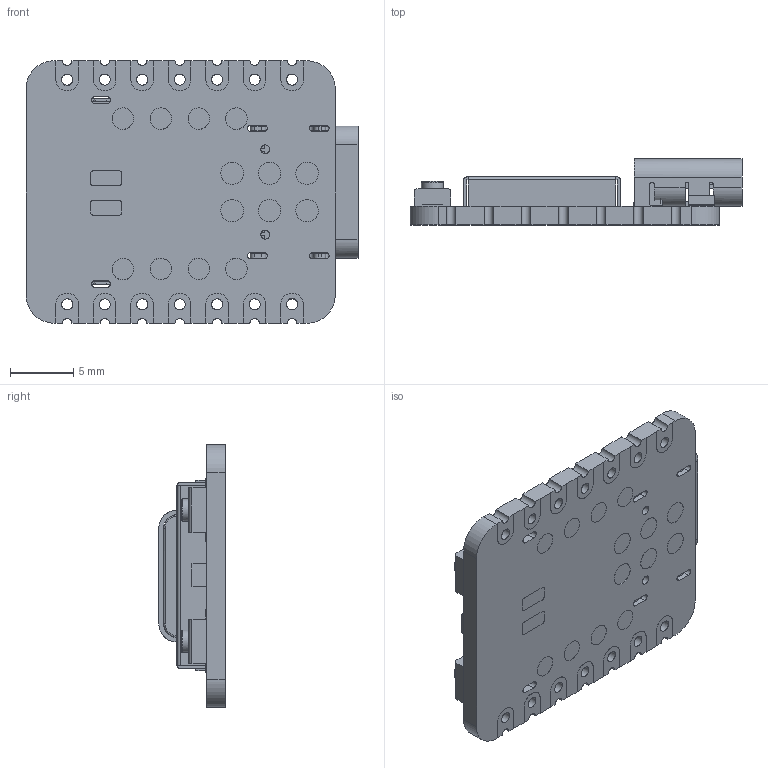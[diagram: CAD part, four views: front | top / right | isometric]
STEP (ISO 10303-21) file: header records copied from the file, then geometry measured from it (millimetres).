
FILE_DESCRIPTION(('FreeCAD Model'),'2;1');
FILE_NAME('Open CASCADE Shape Model','2025-04-30T08:40:18',('FreeCAD'),( 'FreeCAD'),'Open CASCADE STEP processor 7.6','FreeCAD','Unknown');
FILE_SCHEMA(('AUTOMOTIVE_DESIGN { 1 0 10303 214 1 1 1 1 }'));
Products named in the file (1): Open CASCADE STEP translator 7.6 1
Bounding box: 26.19 x 5.23 x 20.69 mm (x, y, z)
Volume: 994.2 mm3; surface area: 3190.3 mm2
Topology: 42 solids, 47 shells, 1569 faces, 4201 edges, 2760 vertices
Faces by surface type: bspline 1569
Entity records: 47229 total; most frequent: CARTESIAN_POINT 21797, ORIENTED_EDGE 8386, EDGE_CURVE 4193, B_SPLINE_CURVE_WITH_KNOTS 3711, VERTEX_POINT 2760, FACE_BOUND 1691, EDGE_LOOP 1691, ADVANCED_FACE 1569
